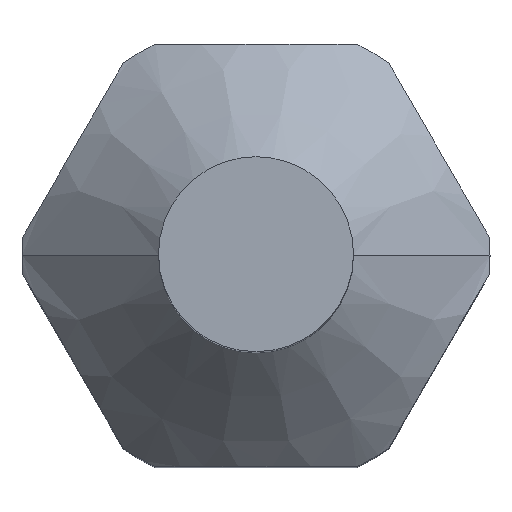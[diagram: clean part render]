
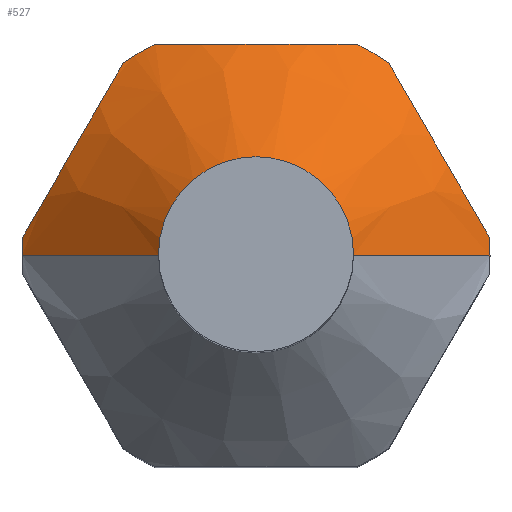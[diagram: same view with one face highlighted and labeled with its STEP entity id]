
A CAD part, top view. The second image highlights one B-rep face of the part: STEP entity #527.
In plain terms, the highlighted conical face has half-angle 45 degrees and reference radius 5.1 mm.
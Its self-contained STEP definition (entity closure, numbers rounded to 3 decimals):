
#211=EDGE_CURVE('',#259,#267,#595,.T.);
#213=VERTEX_POINT('',#597);
#237=VERTEX_POINT('',#627);
#249=EDGE_CURVE('',#291,#279,#639,.T.);
#259=VERTEX_POINT('',#651);
#267=VERTEX_POINT('',#659);
#279=VERTEX_POINT('',#672);
#281=EDGE_CURVE('',#291,#459,#674,.T.);
#291=VERTEX_POINT('',#688);
#319=EDGE_CURVE('',#543,#213,#718,.T.);
#333=EDGE_CURVE('',#539,#437,#735,.T.);
#369=EDGE_CURVE('',#259,#279,#773,.T.);
#433=EDGE_CURVE('',#237,#437,#841,.T.);
#437=VERTEX_POINT('',#845);
#459=VERTEX_POINT('',#870);
#491=EDGE_CURVE('',#213,#539,#904,.T.);
#515=EDGE_CURVE('',#237,#267,#931,.T.);
#527=ADVANCED_FACE('',(#943),#944,.T.);
#539=VERTEX_POINT('',#957);
#543=VERTEX_POINT('',#961);
#561=EDGE_CURVE('',#543,#459,#981,.T.);
#595=CIRCLE('',#1017,7.2);
#597=CARTESIAN_POINT('',(3.0,0.,20.0));
#627=CARTESIAN_POINT('',(-7.178,0.568,15.8));
#639=CIRCLE('',#1082,7.2);
#651=CARTESIAN_POINT('',(-3.097,6.5,15.8));
#659=CARTESIAN_POINT('',(-4.081,5.932,15.8));
#672=CARTESIAN_POINT('',(3.097,6.5,15.8));
#674=(B_SPLINE_CURVE(2,(#1149,#1150,#1151),.UNSPECIFIED.,.F.,.F.)B_SPLINE_CURVE_WITH_KNOTS((3,3),(0.0,6.35),.UNSPECIFIED.)RATIONAL_B_SPLINE_CURVE((1.0,1.108,1.0))BOUNDED_CURVE()REPRESENTATION_ITEM('')GEOMETRIC_REPRESENTATION_ITEM()CURVE());
#688=CARTESIAN_POINT('',(4.081,5.932,15.8));
#718=LINE('',#1208,#1209);
#735=LINE('',#1232,#1233);
#773=(B_SPLINE_CURVE(2,(#1321,#1322,#1323),.UNSPECIFIED.,.F.,.F.)B_SPLINE_CURVE_WITH_KNOTS((3,3),(0.0,6.35),.UNSPECIFIED.)RATIONAL_B_SPLINE_CURVE((1.0,1.108,1.0))BOUNDED_CURVE()REPRESENTATION_ITEM('')GEOMETRIC_REPRESENTATION_ITEM()CURVE());
#841=CIRCLE('',#1431,7.2);
#845=CARTESIAN_POINT('',(-7.2,0.,15.8));
#870=CARTESIAN_POINT('',(7.178,0.568,15.8));
#904=CIRCLE('',#1541,3.0);
#931=(B_SPLINE_CURVE(2,(#1586,#1587,#1588),.UNSPECIFIED.,.F.,.F.)B_SPLINE_CURVE_WITH_KNOTS((3,3),(0.0,6.35),.UNSPECIFIED.)RATIONAL_B_SPLINE_CURVE((1.0,1.108,1.0))BOUNDED_CURVE()REPRESENTATION_ITEM('')GEOMETRIC_REPRESENTATION_ITEM()CURVE());
#943=FACE_OUTER_BOUND('',#1620,.T.);
#944=CONICAL_SURFACE('',#1621,5.1,0.785);
#957=CARTESIAN_POINT('',(-3.0,0.,20.0));
#961=CARTESIAN_POINT('',(7.2,0.,15.8));
#981=CIRCLE('',#1675,7.2);
#1017=AXIS2_PLACEMENT_3D('',#1699,#1700,#1701);
#1082=AXIS2_PLACEMENT_3D('',#1767,#1768,#1769);
#1149=CARTESIAN_POINT('',(4.081,5.932,15.8));
#1150=CARTESIAN_POINT('',(5.629,3.25,17.132));
#1151=CARTESIAN_POINT('',(7.178,0.568,15.8));
#1208=CARTESIAN_POINT('',(5.1,0.,17.9));
#1209=VECTOR('',#1873,1.0);
#1232=CARTESIAN_POINT('',(-5.1,0.,17.9));
#1233=VECTOR('',#1903,1.0);
#1321=CARTESIAN_POINT('',(-3.097,6.5,15.8));
#1322=CARTESIAN_POINT('',(0.,6.5,17.132));
#1323=CARTESIAN_POINT('',(3.097,6.5,15.8));
#1431=AXIS2_PLACEMENT_3D('',#1994,#1995,#1996);
#1541=AXIS2_PLACEMENT_3D('',#2065,#2066,#2067);
#1586=CARTESIAN_POINT('',(-7.178,0.568,15.8));
#1587=CARTESIAN_POINT('',(-5.629,3.25,17.132));
#1588=CARTESIAN_POINT('',(-4.081,5.932,15.8));
#1620=EDGE_LOOP('',(#2103,#2104,#2105,#2106,#2107,#2108,#2109,#2110,#2111,#2112));
#1621=AXIS2_PLACEMENT_3D('',#2113,#2114,#2115);
#1675=AXIS2_PLACEMENT_3D('',#2146,#2147,#2148);
#1699=CARTESIAN_POINT('',(0.,0.,15.8));
#1700=DIRECTION('',(0.,0.,1.0));
#1701=DIRECTION('',(-1.0,0.,0.0));
#1767=CARTESIAN_POINT('',(0.,0.,15.8));
#1768=DIRECTION('',(0.,0.,1.0));
#1769=DIRECTION('',(-1.0,0.,0.0));
#1873=DIRECTION('',(-0.707,0.,0.707));
#1903=DIRECTION('',(-0.707,0.,-0.707));
#1994=CARTESIAN_POINT('',(0.,0.,15.8));
#1995=DIRECTION('',(0.,0.,1.0));
#1996=DIRECTION('',(-1.0,0.,0.0));
#2065=CARTESIAN_POINT('',(0.,0.,20.0));
#2066=DIRECTION('',(0.,0.,1.0));
#2067=DIRECTION('',(-1.0,0.,0.0));
#2103=ORIENTED_EDGE('',*,*,#333,.F.);
#2104=ORIENTED_EDGE('',*,*,#491,.F.);
#2105=ORIENTED_EDGE('',*,*,#319,.F.);
#2106=ORIENTED_EDGE('',*,*,#561,.T.);
#2107=ORIENTED_EDGE('',*,*,#281,.F.);
#2108=ORIENTED_EDGE('',*,*,#249,.T.);
#2109=ORIENTED_EDGE('',*,*,#369,.F.);
#2110=ORIENTED_EDGE('',*,*,#211,.T.);
#2111=ORIENTED_EDGE('',*,*,#515,.F.);
#2112=ORIENTED_EDGE('',*,*,#433,.T.);
#2113=CARTESIAN_POINT('',(0.,0.,17.9));
#2114=DIRECTION('',(0.,0.,-1.0));
#2115=DIRECTION('',(-1.0,0.,0.0));
#2146=CARTESIAN_POINT('',(0.,0.,15.8));
#2147=DIRECTION('',(0.,0.,1.0));
#2148=DIRECTION('',(-1.0,0.,0.0));
